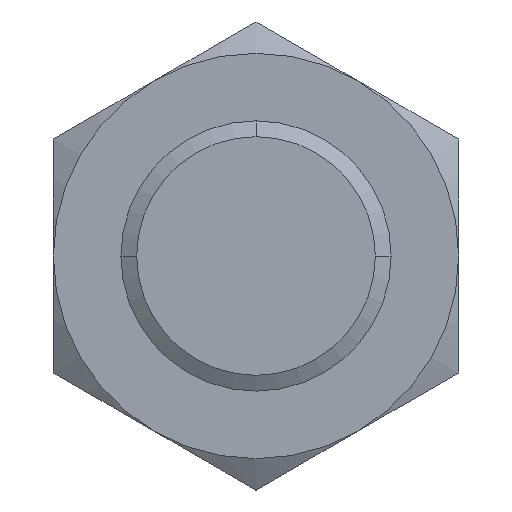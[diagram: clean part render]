
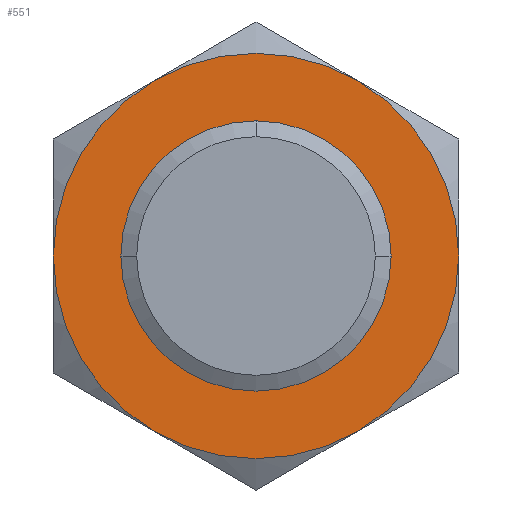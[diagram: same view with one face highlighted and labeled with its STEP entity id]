
A CAD part, front view. The second image highlights one B-rep face of the part: STEP entity #551.
In plain terms, the highlighted planar face has unit normal (0, -1, 0).
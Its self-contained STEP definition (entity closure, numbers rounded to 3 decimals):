
#57 = ORIENTED_EDGE ( 'NONE', *, *, #3053, .F. ) ;
#114 = ORIENTED_EDGE ( 'NONE', *, *, #325, .T. ) ;
#119 = DIRECTION ( 'NONE',  ( 0., 1., 0. ) ) ;
#134 = AXIS2_PLACEMENT_3D ( 'NONE', #2139, #136, #3567 ) ;
#136 = DIRECTION ( 'NONE',  ( 0., 1., 0. ) ) ;
#146 = CIRCLE ( 'NONE', #2258, 9. ) ;
#149 = AXIS2_PLACEMENT_3D ( 'NONE', #188, #3387, #1652 ) ;
#152 = CIRCLE ( 'NONE', #1839, 9. ) ;
#188 = CARTESIAN_POINT ( 'NONE',  ( 0., -50., 0. ) ) ;
#230 = EDGE_CURVE ( 'NONE', #3042, #2937, #146, .T. ) ;
#245 = DIRECTION ( 'NONE',  ( 0., 1., 0. ) ) ;
#248 = CIRCLE ( 'NONE', #134, 9. ) ;
#297 = VERTEX_POINT ( 'NONE', #2636 ) ;
#324 = AXIS2_PLACEMENT_3D ( 'NONE', #2248, #798, #3091 ) ;
#325 = EDGE_CURVE ( 'NONE', #297, #2667, #618, .T. ) ;
#355 = DIRECTION ( 'NONE',  ( 1., 0., 0. ) ) ;
#381 = CARTESIAN_POINT ( 'NONE',  ( 0., -50., 0. ) ) ;
#551 = ADVANCED_FACE ( 'NONE', ( #1073, #2803 ), #1382, .T. ) ;
#618 = CIRCLE ( 'NONE', #1664, 6. ) ;
#627 = EDGE_LOOP ( 'NONE', ( #114, #993 ) ) ;
#692 = DIRECTION ( 'NONE',  ( 1., 0., 0. ) ) ;
#712 = VERTEX_POINT ( 'NONE', #3536 ) ;
#798 = DIRECTION ( 'NONE',  ( 0., -1., 0. ) ) ;
#815 = AXIS2_PLACEMENT_3D ( 'NONE', #381, #119, #1275 ) ;
#820 = AXIS2_PLACEMENT_3D ( 'NONE', #2654, #915, #2085 ) ;
#851 = VERTEX_POINT ( 'NONE', #2506 ) ;
#897 = CARTESIAN_POINT ( 'NONE',  ( 0., -50., 0. ) ) ;
#915 = DIRECTION ( 'NONE',  ( 0., 1., 0. ) ) ;
#933 = AXIS2_PLACEMENT_3D ( 'NONE', #2159, #1316, #692 ) ;
#993 = ORIENTED_EDGE ( 'NONE', *, *, #3163, .T. ) ;
#1072 = ORIENTED_EDGE ( 'NONE', *, *, #2526, .F. ) ;
#1073 = FACE_OUTER_BOUND ( 'NONE', #3284, .T. ) ;
#1275 = DIRECTION ( 'NONE',  ( 1., 0., 0. ) ) ;
#1316 = DIRECTION ( 'NONE',  ( 0., 1., 0. ) ) ;
#1320 = CARTESIAN_POINT ( 'NONE',  ( 0., -50., 0. ) ) ;
#1382 = PLANE ( 'NONE',  #324 ) ;
#1397 = ORIENTED_EDGE ( 'NONE', *, *, #230, .F. ) ;
#1431 = VERTEX_POINT ( 'NONE', #3008 ) ;
#1545 = CARTESIAN_POINT ( 'NONE',  ( -4.5, -50., 7.794 ) ) ;
#1621 = CIRCLE ( 'NONE', #815, 9. ) ;
#1652 = DIRECTION ( 'NONE',  ( 1., 0., 0. ) ) ;
#1664 = AXIS2_PLACEMENT_3D ( 'NONE', #897, #3450, #355 ) ;
#1702 = DIRECTION ( 'NONE',  ( 1., 0., 0. ) ) ;
#1712 = CIRCLE ( 'NONE', #149, 9. ) ;
#1780 = EDGE_CURVE ( 'NONE', #2821, #1431, #248, .T. ) ;
#1835 = ORIENTED_EDGE ( 'NONE', *, *, #2295, .F. ) ;
#1839 = AXIS2_PLACEMENT_3D ( 'NONE', #1320, #3019, #2749 ) ;
#1988 = ORIENTED_EDGE ( 'NONE', *, *, #3155, .F. ) ;
#2085 = DIRECTION ( 'NONE',  ( 1., 0., 0. ) ) ;
#2139 = CARTESIAN_POINT ( 'NONE',  ( 0., -50., 0. ) ) ;
#2159 = CARTESIAN_POINT ( 'NONE',  ( 0., -50., 0. ) ) ;
#2248 = CARTESIAN_POINT ( 'NONE',  ( 0., -50., -10.392 ) ) ;
#2258 = AXIS2_PLACEMENT_3D ( 'NONE', #3144, #245, #1702 ) ;
#2295 = EDGE_CURVE ( 'NONE', #2937, #2821, #2985, .T. ) ;
#2393 = CARTESIAN_POINT ( 'NONE',  ( -6., -50., 0. ) ) ;
#2506 = CARTESIAN_POINT ( 'NONE',  ( -4.5, -50., -7.794 ) ) ;
#2526 = EDGE_CURVE ( 'NONE', #712, #851, #1712, .T. ) ;
#2636 = CARTESIAN_POINT ( 'NONE',  ( 6., -50., 0. ) ) ;
#2654 = CARTESIAN_POINT ( 'NONE',  ( 0., -50., 0. ) ) ;
#2667 = VERTEX_POINT ( 'NONE', #2393 ) ;
#2749 = DIRECTION ( 'NONE',  ( 1., 0., 0. ) ) ;
#2803 = FACE_BOUND ( 'NONE', #627, .T. ) ;
#2821 = VERTEX_POINT ( 'NONE', #3440 ) ;
#2937 = VERTEX_POINT ( 'NONE', #1545 ) ;
#2985 = CIRCLE ( 'NONE', #820, 9. ) ;
#3008 = CARTESIAN_POINT ( 'NONE',  ( 9., -50., 0. ) ) ;
#3019 = DIRECTION ( 'NONE',  ( 0., 1., 0. ) ) ;
#3042 = VERTEX_POINT ( 'NONE', #3332 ) ;
#3053 = EDGE_CURVE ( 'NONE', #1431, #712, #152, .T. ) ;
#3091 = DIRECTION ( 'NONE',  ( -1., 0., 0. ) ) ;
#3144 = CARTESIAN_POINT ( 'NONE',  ( 0., -50., 0. ) ) ;
#3155 = EDGE_CURVE ( 'NONE', #851, #3042, #1621, .T. ) ;
#3163 = EDGE_CURVE ( 'NONE', #2667, #297, #3204, .T. ) ;
#3204 = CIRCLE ( 'NONE', #933, 6. ) ;
#3284 = EDGE_LOOP ( 'NONE', ( #3544, #1835, #1397, #1988, #1072, #57 ) ) ;
#3332 = CARTESIAN_POINT ( 'NONE',  ( -9., -50., 0. ) ) ;
#3387 = DIRECTION ( 'NONE',  ( 0., 1., 0. ) ) ;
#3440 = CARTESIAN_POINT ( 'NONE',  ( 4.5, -50., 7.794 ) ) ;
#3450 = DIRECTION ( 'NONE',  ( 0., 1., 0. ) ) ;
#3536 = CARTESIAN_POINT ( 'NONE',  ( 4.5, -50., -7.794 ) ) ;
#3544 = ORIENTED_EDGE ( 'NONE', *, *, #1780, .F. ) ;
#3567 = DIRECTION ( 'NONE',  ( 1., 0., 0. ) ) ;
